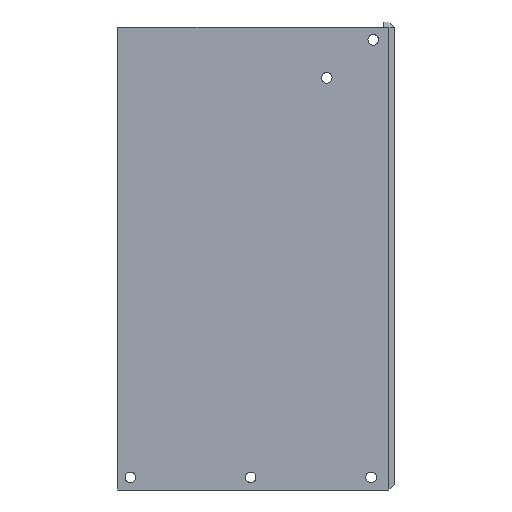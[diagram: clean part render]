
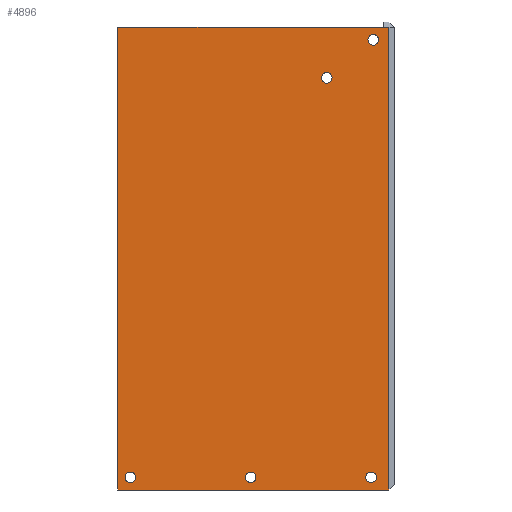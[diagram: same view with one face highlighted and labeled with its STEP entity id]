
A CAD part, front view. The second image highlights one B-rep face of the part: STEP entity #4896.
In plain terms, the highlighted planar face has unit normal (0, -1, 0).
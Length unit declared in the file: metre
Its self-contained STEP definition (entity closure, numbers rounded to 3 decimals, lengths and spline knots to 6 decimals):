
#39=CIRCLE('',#5190,0.002);
#40=CIRCLE('',#5191,0.002);
#41=CIRCLE('',#5192,0.002);
#42=CIRCLE('',#5193,0.002);
#43=CIRCLE('',#5194,0.002);
#609=ORIENTED_EDGE('',*,*,#1929,.T.);
#610=ORIENTED_EDGE('',*,*,#1930,.T.);
#611=ORIENTED_EDGE('',*,*,#1931,.T.);
#612=ORIENTED_EDGE('',*,*,#1932,.T.);
#613=ORIENTED_EDGE('',*,*,#1933,.T.);
#614=ORIENTED_EDGE('',*,*,#1928,.T.);
#615=ORIENTED_EDGE('',*,*,#1934,.T.);
#616=ORIENTED_EDGE('',*,*,#1935,.T.);
#617=ORIENTED_EDGE('',*,*,#1925,.F.);
#618=ORIENTED_EDGE('',*,*,#1922,.T.);
#1922=EDGE_CURVE('',#2543,#2544,#3066,.T.);
#1925=EDGE_CURVE('',#2543,#2227,#3069,.T.);
#1928=EDGE_CURVE('',#2544,#2546,#3072,.T.);
#1929=EDGE_CURVE('',#2547,#2547,#39,.T.);
#1930=EDGE_CURVE('',#2548,#2548,#40,.T.);
#1931=EDGE_CURVE('',#2549,#2549,#41,.T.);
#1932=EDGE_CURVE('',#2550,#2550,#42,.T.);
#1933=EDGE_CURVE('',#2551,#2551,#43,.T.);
#1934=EDGE_CURVE('',#2546,#2552,#3073,.T.);
#1935=EDGE_CURVE('',#2552,#2227,#3074,.T.);
#2227=VERTEX_POINT('',#6759);
#2543=VERTEX_POINT('',#7564);
#2544=VERTEX_POINT('',#7565);
#2546=VERTEX_POINT('',#7574);
#2547=VERTEX_POINT('',#7578);
#2548=VERTEX_POINT('',#7580);
#2549=VERTEX_POINT('',#7582);
#2550=VERTEX_POINT('',#7584);
#2551=VERTEX_POINT('',#7586);
#2552=VERTEX_POINT('',#7588);
#3066=LINE('',#7563,#3748);
#3069=LINE('',#7569,#3751);
#3072=LINE('',#7575,#3754);
#3073=LINE('',#7587,#3755);
#3074=LINE('',#7589,#3756);
#3748=VECTOR('',#6028,1.);
#3751=VECTOR('',#6033,1.);
#3754=VECTOR('',#6038,1.);
#3755=VECTOR('',#6051,1.);
#3756=VECTOR('',#6052,1.);
#4081=EDGE_LOOP('',(#609));
#4082=EDGE_LOOP('',(#610));
#4083=EDGE_LOOP('',(#611));
#4084=EDGE_LOOP('',(#612));
#4085=EDGE_LOOP('',(#613));
#4086=EDGE_LOOP('',(#614,#615,#616,#617,#618));
#4366=FACE_BOUND('',#4081,.T.);
#4367=FACE_BOUND('',#4082,.T.);
#4368=FACE_BOUND('',#4083,.T.);
#4369=FACE_BOUND('',#4084,.T.);
#4370=FACE_BOUND('',#4085,.T.);
#4371=FACE_BOUND('',#4086,.T.);
#4643=PLANE('',#5189);
#4896=ADVANCED_FACE('',(#4366,#4367,#4368,#4369,#4370,#4371),#4643,.F.);
#5189=AXIS2_PLACEMENT_3D('',#7576,#6039,#6040);
#5190=AXIS2_PLACEMENT_3D('',#7577,#6041,#6042);
#5191=AXIS2_PLACEMENT_3D('',#7579,#6043,#6044);
#5192=AXIS2_PLACEMENT_3D('',#7581,#6045,#6046);
#5193=AXIS2_PLACEMENT_3D('',#7583,#6047,#6048);
#5194=AXIS2_PLACEMENT_3D('',#7585,#6049,#6050);
#6028=DIRECTION('',(0.,0.,-1.));
#6033=DIRECTION('',(1.,0.,0.));
#6038=DIRECTION('',(1.,0.,0.));
#6039=DIRECTION('',(0.,1.,0.));
#6040=DIRECTION('',(1.,0.,0.));
#6041=DIRECTION('',(0.,1.,0.));
#6042=DIRECTION('',(1.,0.,0.));
#6043=DIRECTION('',(0.,1.,0.));
#6044=DIRECTION('',(1.,0.,0.));
#6045=DIRECTION('',(0.,1.,0.));
#6046=DIRECTION('',(1.,0.,0.));
#6047=DIRECTION('',(0.,1.,0.));
#6048=DIRECTION('',(1.,0.,0.));
#6049=DIRECTION('',(0.,1.,0.));
#6050=DIRECTION('',(1.,0.,0.));
#6051=DIRECTION('',(0.,0.,1.));
#6052=DIRECTION('',(-1.,0.,0.));
#6759=CARTESIAN_POINT('',(0.05,0.,0.087));
#7563=CARTESIAN_POINT('',(-0.05,0.,0.));
#7564=CARTESIAN_POINT('',(-0.05,0.,0.087));
#7565=CARTESIAN_POINT('',(-0.05,0.,-0.087));
#7569=CARTESIAN_POINT('',(0.,0.,0.087));
#7574=CARTESIAN_POINT('',(0.052,0.,-0.087));
#7575=CARTESIAN_POINT('',(0.,0.,-0.087));
#7576=CARTESIAN_POINT('',(0.,0.,0.));
#7577=CARTESIAN_POINT('',(0.0461,0.,0.0823));
#7578=CARTESIAN_POINT('',(0.0481,0.,0.0823));
#7579=CARTESIAN_POINT('',(0.0286,0.,0.068));
#7580=CARTESIAN_POINT('',(0.0306,0.,0.068));
#7581=CARTESIAN_POINT('',(0.04525,0.,-0.08225));
#7582=CARTESIAN_POINT('',(0.04725,0.,-0.08225));
#7583=CARTESIAN_POINT('',(0.,0.,-0.08225));
#7584=CARTESIAN_POINT('',(0.002,0.,-0.08225));
#7585=CARTESIAN_POINT('',(-0.04525,0.,-0.08225));
#7586=CARTESIAN_POINT('',(-0.04325,0.,-0.08225));
#7587=CARTESIAN_POINT('',(0.052,0.,0.));
#7588=CARTESIAN_POINT('',(0.052,0.,0.087));
#7589=CARTESIAN_POINT('',(0.05,0.,0.087));
